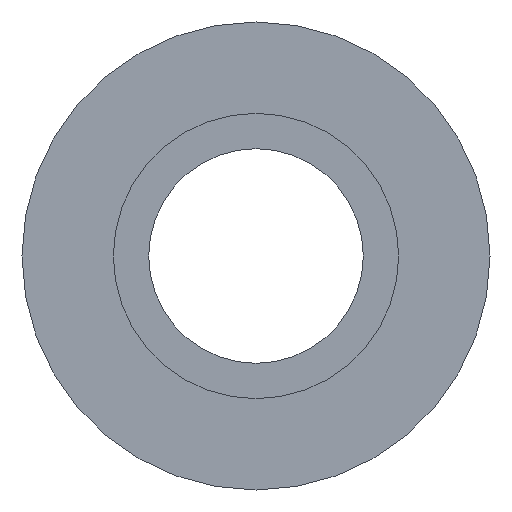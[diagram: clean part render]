
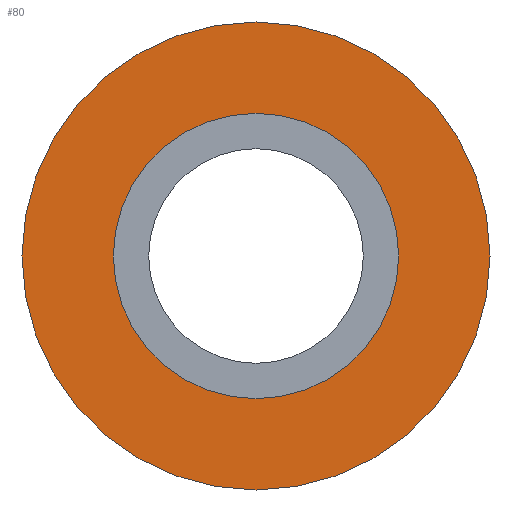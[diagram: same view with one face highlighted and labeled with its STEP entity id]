
A CAD part, front view. The second image highlights one B-rep face of the part: STEP entity #80.
In plain terms, the highlighted planar face has unit normal (0, -1, 0).
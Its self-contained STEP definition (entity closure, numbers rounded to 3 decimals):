
#80 = ADVANCED_FACE( '', ( #111, #112 ), #113, .F. );
#111 = FACE_BOUND( '', #174, .T. );
#112 = FACE_OUTER_BOUND( '', #175, .T. );
#113 = PLANE( '', #176 );
#174 = EDGE_LOOP( '', ( #250 ) );
#175 = EDGE_LOOP( '', ( #251 ) );
#176 = AXIS2_PLACEMENT_3D( '', #252, #253, #254 );
#250 = ORIENTED_EDGE( '', *, *, #360, .F. );
#251 = ORIENTED_EDGE( '', *, *, #361, .T. );
#252 = CARTESIAN_POINT( '', ( 20.5, -21.93, 0. ) );
#253 = DIRECTION( '', ( 0., 1., 0. ) );
#254 = DIRECTION( '', ( 0., 0., 1. ) );
#360 = EDGE_CURVE( '', #397, #397, #398, .T. );
#361 = EDGE_CURVE( '', #399, #399, #400, .T. );
#397 = VERTEX_POINT( '', #557 );
#398 = CIRCLE( '', #558, 12.5 );
#399 = VERTEX_POINT( '', #559 );
#400 = CIRCLE( '', #560, 20.5 );
#557 = CARTESIAN_POINT( '', ( 0., -21.93, -12.5 ) );
#558 = AXIS2_PLACEMENT_3D( '', #710, #711, #712 );
#559 = CARTESIAN_POINT( '', ( 0., -21.93, -20.5 ) );
#560 = AXIS2_PLACEMENT_3D( '', #713, #714, #715 );
#710 = CARTESIAN_POINT( '', ( 0., -21.93, 0. ) );
#711 = DIRECTION( '', ( 0., -1., 0. ) );
#712 = DIRECTION( '', ( 0., 0., -1. ) );
#713 = CARTESIAN_POINT( '', ( 0., -21.93, 0. ) );
#714 = DIRECTION( '', ( 0., -1., 0. ) );
#715 = DIRECTION( '', ( 0., 0., -1. ) );
